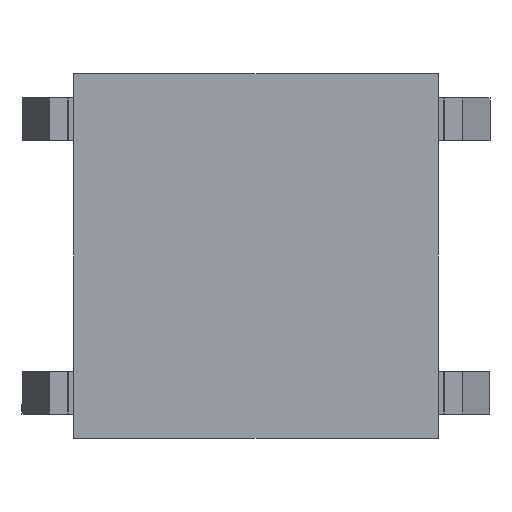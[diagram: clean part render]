
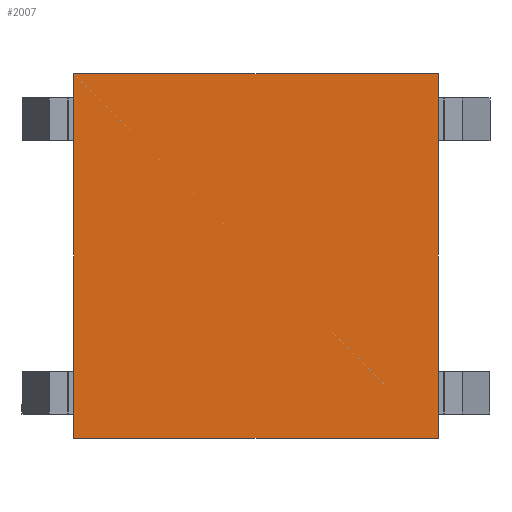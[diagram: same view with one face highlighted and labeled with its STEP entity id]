
A CAD part, front view. The second image highlights one B-rep face of the part: STEP entity #2007.
In plain terms, the highlighted planar face has unit normal (0, -1, 0).
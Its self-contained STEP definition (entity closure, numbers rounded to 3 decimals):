
#40 = CARTESIAN_POINT ( 'NONE',  ( -3., 0., 3. ) ) ;
#234 = VERTEX_POINT ( 'NONE', #412 ) ;
#242 = AXIS2_PLACEMENT_3D ( 'NONE', #40, #2876, #749 ) ;
#246 = VECTOR ( 'NONE', #1944, 1000. ) ;
#342 = EDGE_CURVE ( 'NONE', #1728, #234, #1665, .T. ) ;
#412 = CARTESIAN_POINT ( 'NONE',  ( 3., 0., -3. ) ) ;
#422 = VERTEX_POINT ( 'NONE', #1490 ) ;
#430 = VECTOR ( 'NONE', #2620, 1000. ) ;
#446 = CARTESIAN_POINT ( 'NONE',  ( -3., 0., 3. ) ) ;
#626 = ORIENTED_EDGE ( 'NONE', *, *, #342, .F. ) ;
#749 = DIRECTION ( 'NONE',  ( -1., 0., 0. ) ) ;
#898 = ORIENTED_EDGE ( 'NONE', *, *, #2679, .F. ) ;
#1169 = ORIENTED_EDGE ( 'NONE', *, *, #1219, .F. ) ;
#1178 = PLANE ( 'NONE',  #242 ) ;
#1181 = EDGE_LOOP ( 'NONE', ( #626, #1821, #1169, #898 ) ) ;
#1219 = EDGE_CURVE ( 'NONE', #422, #1343, #2600, .T. ) ;
#1343 = VERTEX_POINT ( 'NONE', #1514 ) ;
#1452 = CARTESIAN_POINT ( 'NONE',  ( -3., 0., 3. ) ) ;
#1490 = CARTESIAN_POINT ( 'NONE',  ( -3., 0., -3. ) ) ;
#1514 = CARTESIAN_POINT ( 'NONE',  ( -3., 0., 3. ) ) ;
#1665 = LINE ( 'NONE', #2608, #430 ) ;
#1698 = DIRECTION ( 'NONE',  ( 0., 0., 1. ) ) ;
#1728 = VERTEX_POINT ( 'NONE', #1899 ) ;
#1821 = ORIENTED_EDGE ( 'NONE', *, *, #2557, .F. ) ;
#1899 = CARTESIAN_POINT ( 'NONE',  ( 3., 0., 3. ) ) ;
#1944 = DIRECTION ( 'NONE',  ( 1., 0., 0. ) ) ;
#1988 = DIRECTION ( 'NONE',  ( -1., 0., 0. ) ) ;
#2007 = ADVANCED_FACE ( 'NONE', ( #2832 ), #1178, .F. ) ;
#2055 = VECTOR ( 'NONE', #1988, 1000. ) ;
#2376 = VECTOR ( 'NONE', #1698, 1000. ) ;
#2557 = EDGE_CURVE ( 'NONE', #1343, #1728, #2807, .T. ) ;
#2600 = LINE ( 'NONE', #1452, #2376 ) ;
#2608 = CARTESIAN_POINT ( 'NONE',  ( 3., 0., 3. ) ) ;
#2620 = DIRECTION ( 'NONE',  ( 0., 0., -1. ) ) ;
#2679 = EDGE_CURVE ( 'NONE', #234, #422, #3085, .T. ) ;
#2807 = LINE ( 'NONE', #446, #246 ) ;
#2832 = FACE_OUTER_BOUND ( 'NONE', #1181, .T. ) ;
#2876 = DIRECTION ( 'NONE',  ( 0., 1., 0. ) ) ;
#2949 = CARTESIAN_POINT ( 'NONE',  ( -3., 0., -3. ) ) ;
#3085 = LINE ( 'NONE', #2949, #2055 ) ;
